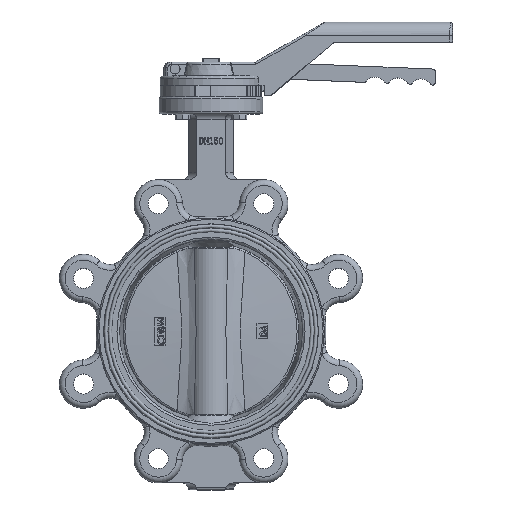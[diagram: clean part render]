
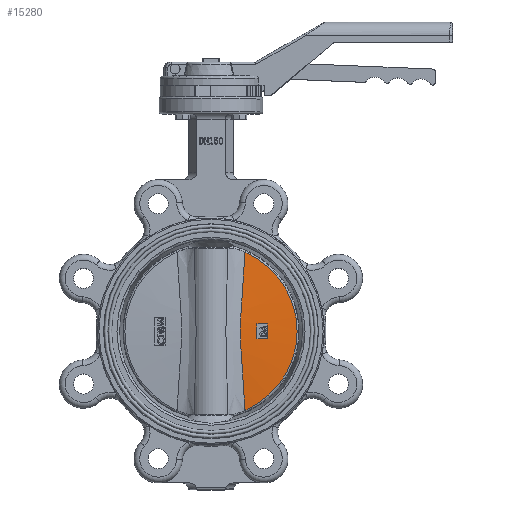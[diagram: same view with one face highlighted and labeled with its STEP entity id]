
A CAD part, top view. The second image highlights one B-rep face of the part: STEP entity #15280.
In plain terms, the highlighted conical face has half-angle 86 degrees and reference radius 76.29 mm.
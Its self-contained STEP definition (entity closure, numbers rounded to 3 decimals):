
#561=B_SPLINE_CURVE_WITH_KNOTS('',3,(#28237,#28238,#28239,#28240),
 .UNSPECIFIED.,.F.,.F.,(4,4),(0.028,0.032),
 .UNSPECIFIED.);
#562=B_SPLINE_CURVE_WITH_KNOTS('',3,(#28246,#28247,#28248,#28249),
 .UNSPECIFIED.,.F.,.F.,(4,4),(0.033,0.036),
 .UNSPECIFIED.);
#597=B_SPLINE_CURVE_WITH_KNOTS('',3,(#28799,#28800,#28801,#28802),
 .UNSPECIFIED.,.F.,.F.,(4,4),(0.002,0.003),
 .UNSPECIFIED.);
#598=B_SPLINE_CURVE_WITH_KNOTS('',3,(#28805,#28806,#28807,#28808),
 .UNSPECIFIED.,.F.,.F.,(4,4),(0.,0.001),.UNSPECIFIED.);
#599=B_SPLINE_CURVE_WITH_KNOTS('',3,(#28809,#28810,#28811,#28812),
 .UNSPECIFIED.,.F.,.F.,(4,4),(0.002,0.003),
 .UNSPECIFIED.);
#600=B_SPLINE_CURVE_WITH_KNOTS('',3,(#28814,#28815,#28816,#28817),
 .UNSPECIFIED.,.F.,.F.,(4,4),(0.,0.001),.UNSPECIFIED.);
#601=B_SPLINE_CURVE_WITH_KNOTS('',3,(#28818,#28819,#28820,#28821),
 .UNSPECIFIED.,.F.,.F.,(4,4),(0.011,0.02),
 .UNSPECIFIED.);
#602=B_SPLINE_CURVE_WITH_KNOTS('',3,(#28823,#28824,#28825,#28826),
 .UNSPECIFIED.,.F.,.F.,(4,4),(0.014,0.027),
 .UNSPECIFIED.);
#603=B_SPLINE_CURVE_WITH_KNOTS('',3,(#28828,#28829,#28830,#28831),
 .UNSPECIFIED.,.F.,.F.,(4,4),(0.017,0.026),
 .UNSPECIFIED.);
#604=B_SPLINE_CURVE_WITH_KNOTS('',3,(#28833,#28834,#28835,#28836),
 .UNSPECIFIED.,.F.,.F.,(4,4),(0.023,0.027),
 .UNSPECIFIED.);
#605=B_SPLINE_CURVE_WITH_KNOTS('',3,(#28837,#28838,#28839,#28840,#28841,
#28842,#28843,#28844,#28845,#28846,#28847),.UNSPECIFIED.,.F.,.F.,(4,1,1,
1,1,1,1,1,4),(0.001,0.019,0.036,
0.053,0.07,0.088,0.105,
0.122,0.14),.UNSPECIFIED.);
#740=CONICAL_SURFACE('',#16828,76.29,1.501);
#1730=CIRCLE('',#16829,74.928);
#5079=ORIENTED_EDGE('',*,*,#7818,.T.);
#5080=ORIENTED_EDGE('',*,*,#7819,.T.);
#5081=ORIENTED_EDGE('',*,*,#7709,.T.);
#5082=ORIENTED_EDGE('',*,*,#7820,.T.);
#5083=ORIENTED_EDGE('',*,*,#7821,.T.);
#5084=ORIENTED_EDGE('',*,*,#7712,.T.);
#5085=ORIENTED_EDGE('',*,*,#7822,.T.);
#5086=ORIENTED_EDGE('',*,*,#7823,.T.);
#5087=ORIENTED_EDGE('',*,*,#7824,.T.);
#5088=ORIENTED_EDGE('',*,*,#7825,.T.);
#5089=ORIENTED_EDGE('',*,*,#7826,.T.);
#5090=ORIENTED_EDGE('',*,*,#7827,.T.);
#7709=EDGE_CURVE('',#9339,#9340,#561,.T.);
#7712=EDGE_CURVE('',#9341,#9342,#562,.T.);
#7818=EDGE_CURVE('',#9446,#9447,#597,.T.);
#7819=EDGE_CURVE('',#9447,#9339,#598,.T.);
#7820=EDGE_CURVE('',#9340,#9448,#599,.T.);
#7821=EDGE_CURVE('',#9448,#9341,#600,.T.);
#7822=EDGE_CURVE('',#9342,#9449,#601,.T.);
#7823=EDGE_CURVE('',#9449,#9450,#602,.T.);
#7824=EDGE_CURVE('',#9450,#9451,#603,.T.);
#7825=EDGE_CURVE('',#9451,#9446,#604,.T.);
#7826=EDGE_CURVE('',#9452,#9453,#605,.T.);
#7827=EDGE_CURVE('',#9453,#9452,#1730,.T.);
#9339=VERTEX_POINT('',#28241);
#9340=VERTEX_POINT('',#28242);
#9341=VERTEX_POINT('',#28250);
#9342=VERTEX_POINT('',#28251);
#9446=VERTEX_POINT('',#28803);
#9447=VERTEX_POINT('',#28804);
#9448=VERTEX_POINT('',#28813);
#9449=VERTEX_POINT('',#28822);
#9450=VERTEX_POINT('',#28827);
#9451=VERTEX_POINT('',#28832);
#9452=VERTEX_POINT('',#28848);
#9453=VERTEX_POINT('',#28849);
#12455=EDGE_LOOP('',(#5079,#5080,#5081,#5082,#5083,#5084,#5085,#5086,#5087,
#5088));
#12456=EDGE_LOOP('',(#5089,#5090));
#13546=FACE_BOUND('',#12455,.T.);
#13547=FACE_BOUND('',#12456,.T.);
#15280=ADVANCED_FACE('',(#13546,#13547),#740,.T.);
#16828=AXIS2_PLACEMENT_3D('',#28798,#20392,#20393);
#16829=AXIS2_PLACEMENT_3D('',#28850,#20394,#20395);
#20392=DIRECTION('',(0.,-1.,0.));
#20393=DIRECTION('',(0.,0.,-1.));
#20394=DIRECTION('',(0.,1.,0.));
#20395=DIRECTION('',(0.,0.,1.));
#28237=CARTESIAN_POINT('',(49.,5.906,-1.651));
#28238=CARTESIAN_POINT('',(49.,5.909,-0.563));
#28239=CARTESIAN_POINT('',(49.,5.909,0.524));
#28240=CARTESIAN_POINT('',(49.,5.906,1.612));
#28241=CARTESIAN_POINT('',(49.,5.906,-1.651));
#28242=CARTESIAN_POINT('',(49.,5.906,1.612));
#28246=CARTESIAN_POINT('',(49.,5.9,3.331));
#28247=CARTESIAN_POINT('',(49.,5.895,4.388));
#28248=CARTESIAN_POINT('',(49.,5.888,5.444));
#28249=CARTESIAN_POINT('',(49.,5.878,6.5));
#28250=CARTESIAN_POINT('',(49.,5.9,3.331));
#28251=CARTESIAN_POINT('',(49.,5.878,6.5));
#28798=CARTESIAN_POINT('',(0.,4.,0.));
#28799=CARTESIAN_POINT('',(49.,5.901,-3.243));
#28800=CARTESIAN_POINT('',(49.113,5.894,-2.994));
#28801=CARTESIAN_POINT('',(49.156,5.892,-2.726));
#28802=CARTESIAN_POINT('',(49.163,5.893,-2.452));
#28803=CARTESIAN_POINT('',(49.,5.901,-3.243));
#28804=CARTESIAN_POINT('',(49.163,5.893,-2.452));
#28805=CARTESIAN_POINT('',(49.163,5.893,-2.452));
#28806=CARTESIAN_POINT('',(49.157,5.894,-2.177));
#28807=CARTESIAN_POINT('',(49.113,5.898,-1.9));
#28808=CARTESIAN_POINT('',(49.,5.906,-1.651));
#28809=CARTESIAN_POINT('',(49.,5.906,1.612));
#28810=CARTESIAN_POINT('',(49.116,5.898,1.88));
#28811=CARTESIAN_POINT('',(49.158,5.894,2.175));
#28812=CARTESIAN_POINT('',(49.163,5.893,2.469));
#28813=CARTESIAN_POINT('',(49.163,5.893,2.469));
#28814=CARTESIAN_POINT('',(49.163,5.893,2.469));
#28815=CARTESIAN_POINT('',(49.158,5.892,2.766));
#28816=CARTESIAN_POINT('',(49.118,5.893,3.057));
#28817=CARTESIAN_POINT('',(49.,5.9,3.331));
#28818=CARTESIAN_POINT('',(49.,5.878,6.5));
#28819=CARTESIAN_POINT('',(46.,6.086,6.5));
#28820=CARTESIAN_POINT('',(43.,6.294,6.5));
#28821=CARTESIAN_POINT('',(40.,6.501,6.5));
#28822=CARTESIAN_POINT('',(40.,6.501,6.5));
#28823=CARTESIAN_POINT('',(40.,6.501,6.5));
#28824=CARTESIAN_POINT('',(40.,6.55,2.167));
#28825=CARTESIAN_POINT('',(40.,6.55,-2.166));
#28826=CARTESIAN_POINT('',(40.,6.501,-6.5));
#28827=CARTESIAN_POINT('',(40.,6.501,-6.5));
#28828=CARTESIAN_POINT('',(40.,6.501,-6.5));
#28829=CARTESIAN_POINT('',(43.,6.294,-6.5));
#28830=CARTESIAN_POINT('',(46.,6.086,-6.5));
#28831=CARTESIAN_POINT('',(49.,5.878,-6.5));
#28832=CARTESIAN_POINT('',(49.,5.878,-6.5));
#28833=CARTESIAN_POINT('',(49.,5.878,-6.5));
#28834=CARTESIAN_POINT('',(49.,5.888,-5.414));
#28835=CARTESIAN_POINT('',(49.,5.896,-4.329));
#28836=CARTESIAN_POINT('',(49.,5.901,-3.243));
#28837=CARTESIAN_POINT('',(29.517,4.095,-68.869));
#28838=CARTESIAN_POINT('',(29.182,4.473,-63.139));
#28839=CARTESIAN_POINT('',(28.482,5.219,-51.679));
#28840=CARTESIAN_POINT('',(27.349,6.278,-34.489));
#28841=CARTESIAN_POINT('',(26.135,7.212,-17.307));
#28842=CARTESIAN_POINT('',(25.259,7.715,-0.054));
#28843=CARTESIAN_POINT('',(26.128,7.216,17.226));
#28844=CARTESIAN_POINT('',(27.346,6.281,34.436));
#28845=CARTESIAN_POINT('',(28.48,5.221,51.653));
#28846=CARTESIAN_POINT('',(29.181,4.473,63.13));
#28847=CARTESIAN_POINT('',(29.517,4.095,68.869));
#28848=CARTESIAN_POINT('',(29.517,4.095,-68.869));
#28849=CARTESIAN_POINT('',(29.517,4.095,68.869));
#28850=CARTESIAN_POINT('',(0.,4.095,0.));
